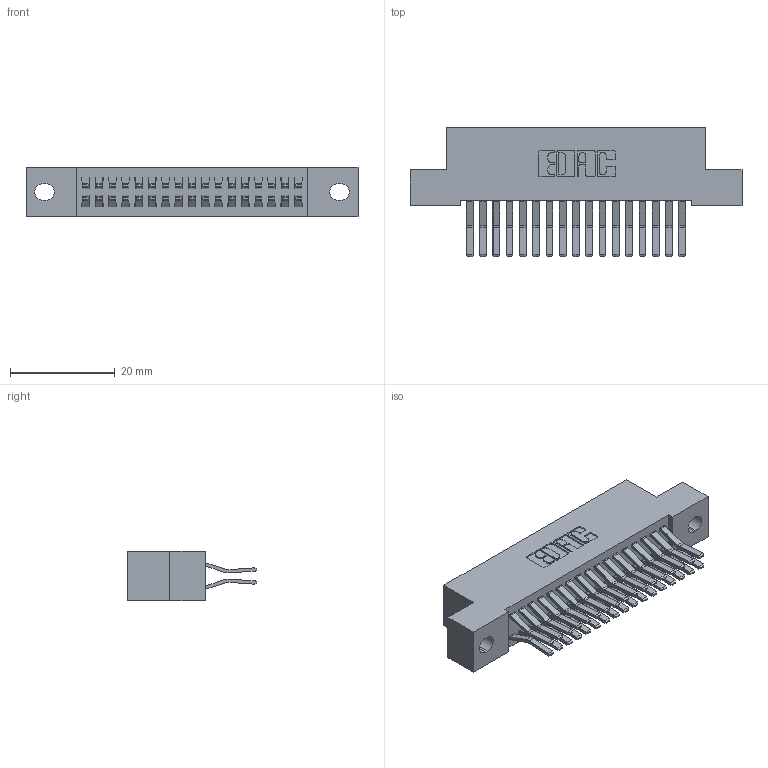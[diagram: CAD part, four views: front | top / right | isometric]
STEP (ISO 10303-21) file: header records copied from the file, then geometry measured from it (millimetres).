
FILE_DESCRIPTION (( 'STEP AP203' ), '1' );
FILE_NAME ('392-034-560-202.STEP', '2019-10-07T16:23:03', ( '' ), ( '' ), 'SwSTEP 2.0', 'SolidWorks 2016', '' );
FILE_SCHEMA (( 'CONFIG_CONTROL_DESIGN' ));
Length unit declared in the file: inch
Products named in the file (3): 342 Part_.128 Slot; 345-292-001_560 Tail; 392-034-560-202
Assembly tree (35 placements, depth 2):
  392-034-560-202
    342 Part_.128 Slot
    345-292-001_560 Tail  x34
Bounding box: 63.5 x 24.78 x 9.4 mm (x, y, z)
Volume: 5758.2 mm3; surface area: 9051.6 mm2
Topology: 35 solids, 35 shells, 1950 faces, 5785 edges, 3810 vertices
Faces by surface type: plane 1294, cylinder 656
Entity records: 14261 total; most frequent: CARTESIAN_POINT 2394, ORIENTED_EDGE 2330, DIRECTION 2093, EDGE_CURVE 1165, LINE 1033, VECTOR 1033, VERTEX_POINT 774, AXIS2_PLACEMENT_3D 530
